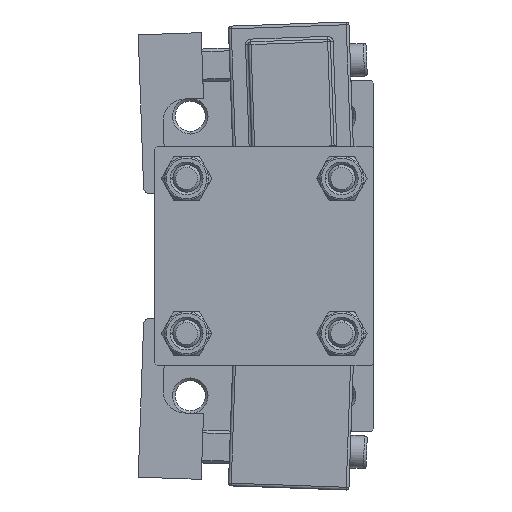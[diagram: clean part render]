
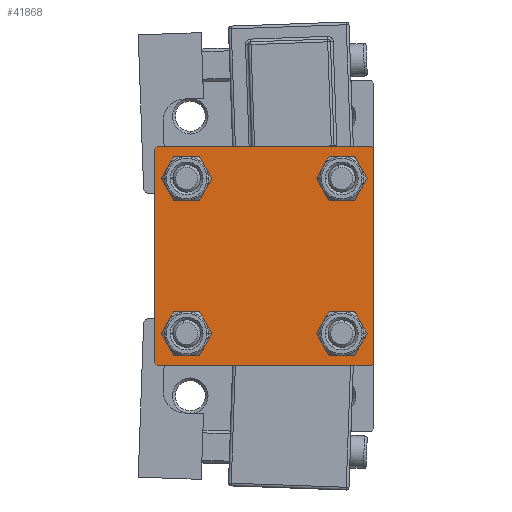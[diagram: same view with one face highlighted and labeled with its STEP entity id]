
A CAD part, left-side view. The second image highlights one B-rep face of the part: STEP entity #41868.
In plain terms, the highlighted planar face has unit normal (-1, 0, 0).
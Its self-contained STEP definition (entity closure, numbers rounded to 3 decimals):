
#44 = ORIENTED_EDGE ( 'NONE', *, *, #279, .T. ) ;
#279 = EDGE_CURVE ( 'NONE', #18749, #27151, #7946, .T. ) ;
#991 = CARTESIAN_POINT ( 'NONE',  ( 0., 0., 0. ) ) ;
#1737 = LINE ( 'NONE', #32219, #25572 ) ;
#2195 = CARTESIAN_POINT ( 'NONE',  ( 0., 19.5, -20. ) ) ;
#2631 = DIRECTION ( 'NONE',  ( 0., 0., 1. ) ) ;
#3258 = ORIENTED_EDGE ( 'NONE', *, *, #17436, .T. ) ;
#3680 = DIRECTION ( 'NONE',  ( 0., -0.707, -0.707 ) ) ;
#3959 = EDGE_LOOP ( 'NONE', ( #45703, #3258 ) ) ;
#4479 = PLANE ( 'NONE',  #28375 ) ;
#4727 = FACE_BOUND ( 'NONE', #3959, .T. ) ;
#4759 = EDGE_CURVE ( 'NONE', #45644, #18462, #36480, .T. ) ;
#4800 = CARTESIAN_POINT ( 'NONE',  ( 0., 14.15, 14.15 ) ) ;
#5371 = CIRCLE ( 'NONE', #10144, 3. ) ;
#5422 = AXIS2_PLACEMENT_3D ( 'NONE', #6295, #10777, #13554 ) ;
#5637 = DIRECTION ( 'NONE',  ( 1., 0., 0. ) ) ;
#6119 = DIRECTION ( 'NONE',  ( 0., 0., 1. ) ) ;
#6251 = VERTEX_POINT ( 'NONE', #20177 ) ;
#6295 = CARTESIAN_POINT ( 'NONE',  ( 0., -14.15, -14.15 ) ) ;
#7406 = VERTEX_POINT ( 'NONE', #11465 ) ;
#7823 = AXIS2_PLACEMENT_3D ( 'NONE', #8395, #23409, #19893 ) ;
#7946 = CIRCLE ( 'NONE', #39823, 3. ) ;
#8322 = CARTESIAN_POINT ( 'NONE',  ( 0., 14.15, 11.15 ) ) ;
#8395 = CARTESIAN_POINT ( 'NONE',  ( 0., 14.15, -14.15 ) ) ;
#8926 = VECTOR ( 'NONE', #27500, 1000. ) ;
#8951 = LINE ( 'NONE', #46156, #11099 ) ;
#9091 = ORIENTED_EDGE ( 'NONE', *, *, #4759, .T. ) ;
#9151 = ORIENTED_EDGE ( 'NONE', *, *, #40843, .T. ) ;
#9167 = CIRCLE ( 'NONE', #37076, 3. ) ;
#10144 = AXIS2_PLACEMENT_3D ( 'NONE', #22396, #48590, #33399 ) ;
#10211 = CARTESIAN_POINT ( 'NONE',  ( 0., -19.5, 20. ) ) ;
#10487 = DIRECTION ( 'NONE',  ( 0., 0., 1. ) ) ;
#10748 = DIRECTION ( 'NONE',  ( 0., 0.707, -0.707 ) ) ;
#10777 = DIRECTION ( 'NONE',  ( 1., 0., 0. ) ) ;
#11099 = VECTOR ( 'NONE', #15956, 1000. ) ;
#11115 = EDGE_CURVE ( 'NONE', #7406, #23218, #28180, .T. ) ;
#11174 = CARTESIAN_POINT ( 'NONE',  ( 0., 19.5, 20. ) ) ;
#11398 = ORIENTED_EDGE ( 'NONE', *, *, #30366, .T. ) ;
#11465 = CARTESIAN_POINT ( 'NONE',  ( 0., 14.15, 17.15 ) ) ;
#11795 = VECTOR ( 'NONE', #39178, 1000. ) ;
#11900 = EDGE_CURVE ( 'NONE', #33900, #33321, #45715, .T. ) ;
#12456 = FACE_OUTER_BOUND ( 'NONE', #24699, .T. ) ;
#13131 = CARTESIAN_POINT ( 'NONE',  ( 0., 14.15, 14.15 ) ) ;
#13554 = DIRECTION ( 'NONE',  ( 0., 0., 1. ) ) ;
#13929 = VERTEX_POINT ( 'NONE', #35362 ) ;
#14726 = CARTESIAN_POINT ( 'NONE',  ( 0., 20., 20. ) ) ;
#15721 = FACE_BOUND ( 'NONE', #40037, .T. ) ;
#15901 = DIRECTION ( 'NONE',  ( 1., 0., 0. ) ) ;
#15956 = DIRECTION ( 'NONE',  ( 0., -0.707, 0.707 ) ) ;
#16725 = CARTESIAN_POINT ( 'NONE',  ( 0., -14.15, 17.15 ) ) ;
#16975 = EDGE_CURVE ( 'NONE', #23218, #7406, #20496, .T. ) ;
#17436 = EDGE_CURVE ( 'NONE', #33321, #33900, #5371, .T. ) ;
#17514 = CARTESIAN_POINT ( 'NONE',  ( 0., 19.75, 19.75 ) ) ;
#17972 = ORIENTED_EDGE ( 'NONE', *, *, #33835, .T. ) ;
#18462 = VERTEX_POINT ( 'NONE', #27890 ) ;
#18749 = VERTEX_POINT ( 'NONE', #37062 ) ;
#19576 = EDGE_CURVE ( 'NONE', #6251, #48748, #39743, .T. ) ;
#19893 = DIRECTION ( 'NONE',  ( 0., 0., 1. ) ) ;
#19903 = CARTESIAN_POINT ( 'NONE',  ( 0., -14.15, 14.15 ) ) ;
#19967 = DIRECTION ( 'NONE',  ( -1., 0., 0. ) ) ;
#20177 = CARTESIAN_POINT ( 'NONE',  ( 0., 14.15, -17.15 ) ) ;
#20288 = DIRECTION ( 'NONE',  ( 0., 0., 1. ) ) ;
#20496 = CIRCLE ( 'NONE', #26883, 3. ) ;
#21151 = LINE ( 'NONE', #40858, #28070 ) ;
#21861 = CARTESIAN_POINT ( 'NONE',  ( 0., -14.15, -14.15 ) ) ;
#21931 = CARTESIAN_POINT ( 'NONE',  ( 0., 20., 20. ) ) ;
#22321 = VERTEX_POINT ( 'NONE', #10211 ) ;
#22396 = CARTESIAN_POINT ( 'NONE',  ( 0., -14.15, 14.15 ) ) ;
#23218 = VERTEX_POINT ( 'NONE', #8322 ) ;
#23314 = DIRECTION ( 'NONE',  ( 1., 0., 0. ) ) ;
#23409 = DIRECTION ( 'NONE',  ( 1., 0., 0. ) ) ;
#23797 = CARTESIAN_POINT ( 'NONE',  ( 0., -20., -19.5 ) ) ;
#23873 = ORIENTED_EDGE ( 'NONE', *, *, #39338, .T. ) ;
#24191 = AXIS2_PLACEMENT_3D ( 'NONE', #13131, #5637, #2631 ) ;
#24699 = EDGE_LOOP ( 'NONE', ( #23873, #41131, #17972, #37725, #48216, #11398, #44310, #9091 ) ) ;
#25015 = EDGE_CURVE ( 'NONE', #40170, #33611, #8951, .T. ) ;
#25572 = VECTOR ( 'NONE', #28468, 1000. ) ;
#25612 = CARTESIAN_POINT ( 'NONE',  ( 0., -19.5, -20. ) ) ;
#25624 = DIRECTION ( 'NONE',  ( 1., 0., 0. ) ) ;
#26883 = AXIS2_PLACEMENT_3D ( 'NONE', #4800, #23314, #20288 ) ;
#26893 = EDGE_CURVE ( 'NONE', #42809, #33611, #1737, .T. ) ;
#27151 = VERTEX_POINT ( 'NONE', #47591 ) ;
#27500 = DIRECTION ( 'NONE',  ( 0., -1., 0. ) ) ;
#27890 = CARTESIAN_POINT ( 'NONE',  ( 0., 20., 19.5 ) ) ;
#28070 = VECTOR ( 'NONE', #47838, 1000. ) ;
#28180 = CIRCLE ( 'NONE', #24191, 3. ) ;
#28375 = AXIS2_PLACEMENT_3D ( 'NONE', #991, #19967, #31223 ) ;
#28468 = DIRECTION ( 'NONE',  ( 0., 0., -1. ) ) ;
#29192 = LINE ( 'NONE', #21931, #44987 ) ;
#30176 = CIRCLE ( 'NONE', #5422, 3. ) ;
#30366 = EDGE_CURVE ( 'NONE', #42809, #22321, #21151, .T. ) ;
#30624 = CARTESIAN_POINT ( 'NONE',  ( 0., 14.15, -11.15 ) ) ;
#30734 = LINE ( 'NONE', #42208, #8926 ) ;
#31223 = DIRECTION ( 'NONE',  ( 0., 0., 1. ) ) ;
#31866 = EDGE_CURVE ( 'NONE', #13929, #48996, #41138, .T. ) ;
#32219 = CARTESIAN_POINT ( 'NONE',  ( 0., -20., 20. ) ) ;
#33321 = VERTEX_POINT ( 'NONE', #40538 ) ;
#33399 = DIRECTION ( 'NONE',  ( 0., 0., 1. ) ) ;
#33611 = VERTEX_POINT ( 'NONE', #23797 ) ;
#33835 = EDGE_CURVE ( 'NONE', #48996, #40170, #30734, .T. ) ;
#33900 = VERTEX_POINT ( 'NONE', #16725 ) ;
#34063 = EDGE_LOOP ( 'NONE', ( #9151, #36949 ) ) ;
#34740 = ORIENTED_EDGE ( 'NONE', *, *, #11115, .T. ) ;
#34902 = ORIENTED_EDGE ( 'NONE', *, *, #16975, .T. ) ;
#35362 = CARTESIAN_POINT ( 'NONE',  ( 0., 20., -19.5 ) ) ;
#36480 = LINE ( 'NONE', #17514, #47848 ) ;
#36949 = ORIENTED_EDGE ( 'NONE', *, *, #19576, .T. ) ;
#37062 = CARTESIAN_POINT ( 'NONE',  ( 0., -14.15, -17.15 ) ) ;
#37076 = AXIS2_PLACEMENT_3D ( 'NONE', #45416, #44690, #10487 ) ;
#37725 = ORIENTED_EDGE ( 'NONE', *, *, #25015, .T. ) ;
#38483 = VECTOR ( 'NONE', #3680, 1000. ) ;
#39178 = DIRECTION ( 'NONE',  ( 0., -1., 0. ) ) ;
#39338 = EDGE_CURVE ( 'NONE', #18462, #13929, #29192, .T. ) ;
#39349 = AXIS2_PLACEMENT_3D ( 'NONE', #19903, #15901, #43117 ) ;
#39432 = FACE_BOUND ( 'NONE', #40889, .T. ) ;
#39433 = ORIENTED_EDGE ( 'NONE', *, *, #47975, .T. ) ;
#39743 = CIRCLE ( 'NONE', #7823, 3. ) ;
#39823 = AXIS2_PLACEMENT_3D ( 'NONE', #21861, #25624, #6119 ) ;
#40037 = EDGE_LOOP ( 'NONE', ( #39433, #44 ) ) ;
#40170 = VERTEX_POINT ( 'NONE', #25612 ) ;
#40538 = CARTESIAN_POINT ( 'NONE',  ( 0., -14.15, 11.15 ) ) ;
#40843 = EDGE_CURVE ( 'NONE', #48748, #6251, #9167, .T. ) ;
#40858 = CARTESIAN_POINT ( 'NONE',  ( 0., -19.75, 19.75 ) ) ;
#40889 = EDGE_LOOP ( 'NONE', ( #34740, #34902 ) ) ;
#41131 = ORIENTED_EDGE ( 'NONE', *, *, #31866, .T. ) ;
#41138 = LINE ( 'NONE', #49103, #38483 ) ;
#41868 = ADVANCED_FACE ( 'NONE', ( #4727, #15721, #46907, #39432, #12456 ), #4479, .T. ) ;
#42208 = CARTESIAN_POINT ( 'NONE',  ( 0., 20., -20. ) ) ;
#42809 = VERTEX_POINT ( 'NONE', #46917 ) ;
#43117 = DIRECTION ( 'NONE',  ( 0., 0., 1. ) ) ;
#44310 = ORIENTED_EDGE ( 'NONE', *, *, #48532, .F. ) ;
#44638 = DIRECTION ( 'NONE',  ( 0., 0., -1. ) ) ;
#44690 = DIRECTION ( 'NONE',  ( 1., 0., 0. ) ) ;
#44987 = VECTOR ( 'NONE', #44638, 1000. ) ;
#45416 = CARTESIAN_POINT ( 'NONE',  ( 0., 14.15, -14.15 ) ) ;
#45644 = VERTEX_POINT ( 'NONE', #11174 ) ;
#45703 = ORIENTED_EDGE ( 'NONE', *, *, #11900, .T. ) ;
#45715 = CIRCLE ( 'NONE', #39349, 3. ) ;
#46156 = CARTESIAN_POINT ( 'NONE',  ( 0., -19.75, -19.75 ) ) ;
#46907 = FACE_BOUND ( 'NONE', #34063, .T. ) ;
#46917 = CARTESIAN_POINT ( 'NONE',  ( 0., -20., 19.5 ) ) ;
#47591 = CARTESIAN_POINT ( 'NONE',  ( 0., -14.15, -11.15 ) ) ;
#47838 = DIRECTION ( 'NONE',  ( 0., 0.707, 0.707 ) ) ;
#47848 = VECTOR ( 'NONE', #10748, 1000. ) ;
#47975 = EDGE_CURVE ( 'NONE', #27151, #18749, #30176, .T. ) ;
#48216 = ORIENTED_EDGE ( 'NONE', *, *, #26893, .F. ) ;
#48532 = EDGE_CURVE ( 'NONE', #45644, #22321, #48923, .T. ) ;
#48590 = DIRECTION ( 'NONE',  ( 1., 0., 0. ) ) ;
#48748 = VERTEX_POINT ( 'NONE', #30624 ) ;
#48923 = LINE ( 'NONE', #14726, #11795 ) ;
#48996 = VERTEX_POINT ( 'NONE', #2195 ) ;
#49103 = CARTESIAN_POINT ( 'NONE',  ( 0., 19.75, -19.75 ) ) ;
